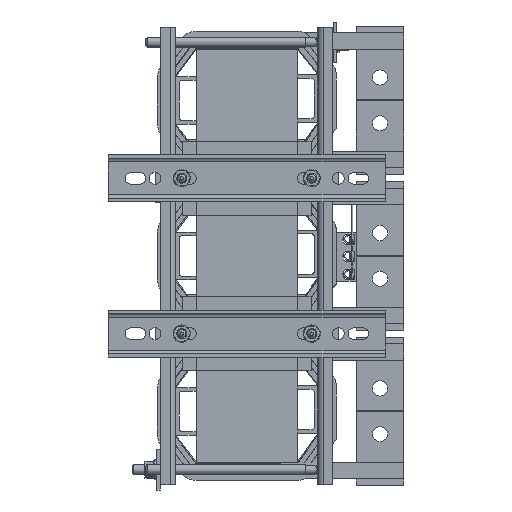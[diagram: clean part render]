
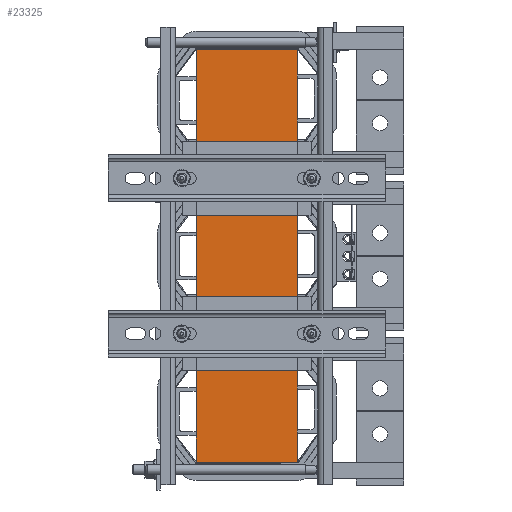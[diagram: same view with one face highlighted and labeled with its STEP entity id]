
A CAD part, front view. The second image highlights one B-rep face of the part: STEP entity #23325.
In plain terms, the highlighted planar face has unit normal (0, -1, 0).
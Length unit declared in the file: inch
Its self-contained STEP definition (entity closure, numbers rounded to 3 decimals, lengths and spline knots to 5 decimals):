
#2448=FACE_OUTER_BOUND('',#3746,.T.);
#3746=EDGE_LOOP('',(#16592,#16593,#16594,#16595));
#5428=LINE('',#34087,#7799);
#5433=LINE('',#34096,#7804);
#5437=LINE('',#34104,#7808);
#5438=LINE('',#34106,#7809);
#7799=VECTOR('',#27964,0.3937);
#7804=VECTOR('',#27971,0.3937);
#7808=VECTOR('',#27979,0.3937);
#7809=VECTOR('',#27982,0.3937);
#10081=VERTEX_POINT('',#34083);
#10083=VERTEX_POINT('',#34086);
#10085=VERTEX_POINT('',#34092);
#10088=VERTEX_POINT('',#34102);
#12545=EDGE_CURVE('',#10083,#10081,#5428,.T.);
#12550=EDGE_CURVE('',#10085,#10083,#5433,.T.);
#12554=EDGE_CURVE('',#10081,#10088,#5437,.T.);
#12555=EDGE_CURVE('',#10088,#10085,#5438,.T.);
#16592=ORIENTED_EDGE('',*,*,#12555,.T.);
#16593=ORIENTED_EDGE('',*,*,#12550,.T.);
#16594=ORIENTED_EDGE('',*,*,#12545,.T.);
#16595=ORIENTED_EDGE('',*,*,#12554,.T.);
#22498=PLANE('',#25356);
#23325=ADVANCED_FACE('',(#2448),#22498,.T.);
#25356=AXIS2_PLACEMENT_3D('',#34105,#27980,#27981);
#27964=DIRECTION('',(1.,0.,0.));
#27971=DIRECTION('',(0.,0.,-1.));
#27979=DIRECTION('',(0.,0.,1.));
#27980=DIRECTION('center_axis',(0.,-1.,0.));
#27981=DIRECTION('ref_axis',(0.,0.,-1.));
#27982=DIRECTION('',(-1.,0.,0.));
#34083=CARTESIAN_POINT('',(2.64847,-2.6455,-7.625));
#34086=CARTESIAN_POINT('',(-1.10153,-2.6455,-7.625));
#34087=CARTESIAN_POINT('',(2.64847,-2.6455,-7.625));
#34092=CARTESIAN_POINT('',(-1.10153,-2.6455,7.625));
#34096=CARTESIAN_POINT('',(-1.10153,-2.6455,0.));
#34102=CARTESIAN_POINT('',(2.64847,-2.6455,7.625));
#34104=CARTESIAN_POINT('',(2.64847,-2.6455,0.));
#34105=CARTESIAN_POINT('Origin',(2.64847,-2.6455,0.));
#34106=CARTESIAN_POINT('',(2.64847,-2.6455,7.625));
